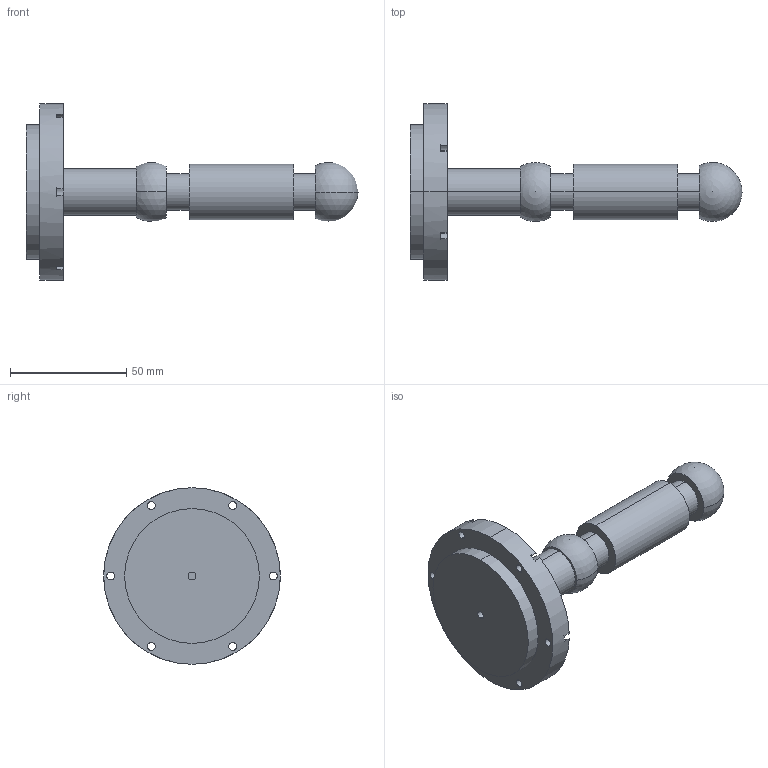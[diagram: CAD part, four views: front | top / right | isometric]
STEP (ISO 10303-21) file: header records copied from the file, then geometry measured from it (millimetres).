
FILE_DESCRIPTION (( 'STEP AP214' ), '1' );
FILE_NAME ('metrology_spheres.STEP', '2023-01-30T15:00:05', ( 'uesrf' ), ( '' ), 'SwSTEP 2.0', 'SolidWorks 2021', '' );
FILE_SCHEMA (( 'AUTOMOTIVE_DESIGN' ));
Length unit declared in the file: millimetre
Products named in the file (1): metrology_spheres
Bounding box: 142.9 x 76 x 76 mm (x, y, z)
Volume: 106944.9 mm3; surface area: 25624.8 mm2
Topology: 3 solids, 3 shells, 73 faces, 188 edges, 125 vertices
Faces by surface type: cylinder 50, plane 19, sphere 4
Entity records: 2434 total; most frequent: DIRECTION 448, CARTESIAN_POINT 371, ORIENTED_EDGE 356, AXIS2_PLACEMENT_3D 196, EDGE_CURVE 178, CIRCLE 122, VERTEX_POINT 119, EDGE_LOOP 95
